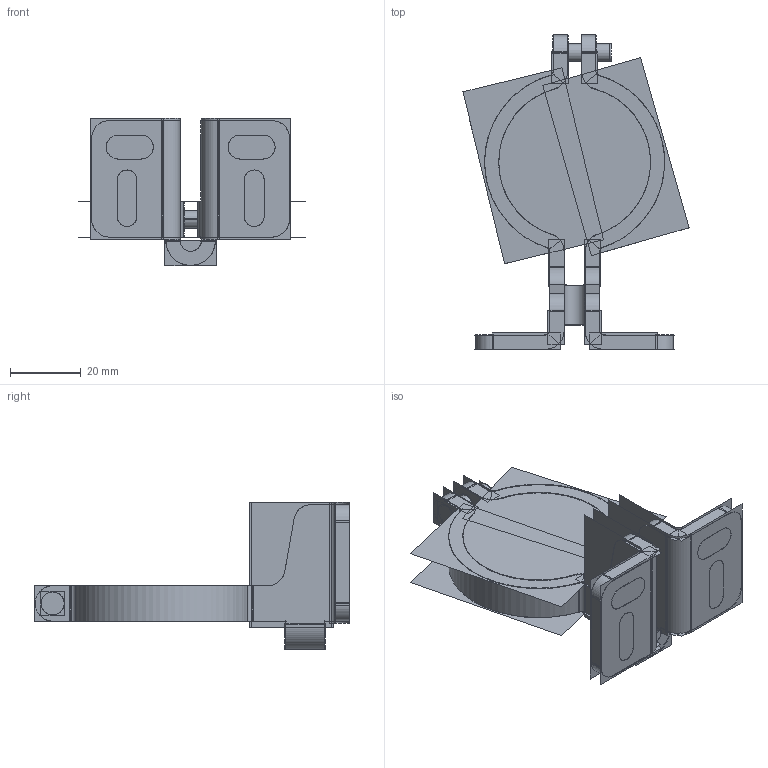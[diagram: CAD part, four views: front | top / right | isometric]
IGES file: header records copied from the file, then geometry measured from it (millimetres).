
Start section:  PTC IGES file: 207609.igs
Global section: file name: 207609.igs; native system: Creo Parametric by PTC Inc.; preprocessor: 2016260; author: pdmadmin; organization: Unknown; date: 20180713.144755; units: millimetre
Bounding box: 64.03 x 89.35 x 41.82 mm (x, y, z)
Volume: 17230.9 mm3; surface area: 58131.8 mm2
Topology: 2 solids, 2 shells, 298 faces, 1744 edges, 2320 vertices
Faces by surface type: bspline 182, revolution 116
